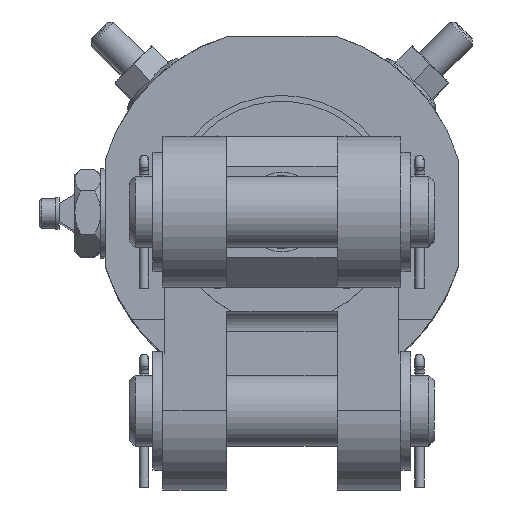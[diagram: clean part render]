
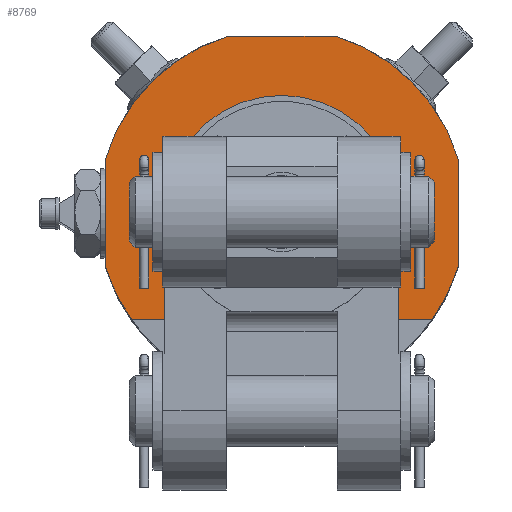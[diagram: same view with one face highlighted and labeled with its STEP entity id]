
A CAD part, top view. The second image highlights one B-rep face of the part: STEP entity #8769.
In plain terms, the highlighted face is planar.
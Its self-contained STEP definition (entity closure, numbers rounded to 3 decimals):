
#211=PLANE('',#9469);
#576=LINE('',#13381,#1178);
#577=LINE('',#13383,#1179);
#578=LINE('',#13387,#1180);
#579=LINE('',#13389,#1181);
#580=LINE('',#13390,#1182);
#581=LINE('',#13394,#1183);
#582=LINE('',#13398,#1184);
#1178=VECTOR('',#10597,1000.);
#1179=VECTOR('',#10598,1000.);
#1180=VECTOR('',#10601,1000.);
#1181=VECTOR('',#10602,1000.);
#1182=VECTOR('',#10603,1000.);
#1183=VECTOR('',#10606,1000.);
#1184=VECTOR('',#10609,1000.);
#2004=ORIENTED_EDGE('',*,*,#4477,.T.);
#2005=ORIENTED_EDGE('',*,*,#4478,.T.);
#2006=ORIENTED_EDGE('',*,*,#4479,.F.);
#2007=ORIENTED_EDGE('',*,*,#4480,.F.);
#2008=ORIENTED_EDGE('',*,*,#4481,.T.);
#2009=ORIENTED_EDGE('',*,*,#4432,.T.);
#2010=ORIENTED_EDGE('',*,*,#4482,.T.);
#2011=ORIENTED_EDGE('',*,*,#4483,.T.);
#2012=ORIENTED_EDGE('',*,*,#4484,.T.);
#2013=ORIENTED_EDGE('',*,*,#4485,.T.);
#2014=ORIENTED_EDGE('',*,*,#4486,.T.);
#2015=ORIENTED_EDGE('',*,*,#4442,.T.);
#4432=EDGE_CURVE('',#5673,#5672,#6524,.T.);
#4442=EDGE_CURVE('',#5683,#5682,#6530,.T.);
#4477=EDGE_CURVE('',#5682,#5710,#576,.T.);
#4478=EDGE_CURVE('',#5710,#5711,#577,.T.);
#4479=EDGE_CURVE('',#5712,#5711,#6542,.T.);
#4480=EDGE_CURVE('',#5713,#5712,#578,.T.);
#4481=EDGE_CURVE('',#5713,#5673,#579,.T.);
#4482=EDGE_CURVE('',#5672,#5714,#580,.T.);
#4483=EDGE_CURVE('',#5714,#5715,#6543,.T.);
#4484=EDGE_CURVE('',#5715,#5716,#581,.T.);
#4485=EDGE_CURVE('',#5716,#5717,#6544,.T.);
#4486=EDGE_CURVE('',#5717,#5683,#582,.T.);
#5672=VERTEX_POINT('',#13290);
#5673=VERTEX_POINT('',#13292);
#5682=VERTEX_POINT('',#13311);
#5683=VERTEX_POINT('',#13313);
#5710=VERTEX_POINT('',#13382);
#5711=VERTEX_POINT('',#13384);
#5712=VERTEX_POINT('',#13386);
#5713=VERTEX_POINT('',#13388);
#5714=VERTEX_POINT('',#13391);
#5715=VERTEX_POINT('',#13393);
#5716=VERTEX_POINT('',#13395);
#5717=VERTEX_POINT('',#13397);
#6524=CIRCLE('',#9444,46.5);
#6530=CIRCLE('',#9451,46.5);
#6542=CIRCLE('',#9470,29.5);
#6543=CIRCLE('',#9471,46.5);
#6544=CIRCLE('',#9472,46.5);
#6988=EDGE_LOOP('',(#2004,#2005,#2006,#2007,#2008,#2009,#2010,#2011,#2012,
#2013,#2014,#2015));
#7814=FACE_BOUND('',#6988,.T.);
#8769=ADVANCED_FACE('',(#7814),#211,.F.);
#9444=AXIS2_PLACEMENT_3D('',#13291,#10518,#10519);
#9451=AXIS2_PLACEMENT_3D('',#13312,#10536,#10537);
#9469=AXIS2_PLACEMENT_3D('',#13380,#10595,#10596);
#9470=AXIS2_PLACEMENT_3D('',#13385,#10599,#10600);
#9471=AXIS2_PLACEMENT_3D('',#13392,#10604,#10605);
#9472=AXIS2_PLACEMENT_3D('',#13396,#10607,#10608);
#10518=DIRECTION('',(0.,0.,-1.));
#10519=DIRECTION('',(-1.,0.,0.));
#10536=DIRECTION('',(0.,0.,-1.));
#10537=DIRECTION('',(-1.,0.,0.));
#10595=DIRECTION('',(0.,0.,1.));
#10596=DIRECTION('',(1.,0.,0.));
#10597=DIRECTION('',(-1.,0.,0.));
#10598=DIRECTION('',(0.,1.,0.));
#10599=DIRECTION('',(0.,0.,-1.));
#10600=DIRECTION('',(-1.,0.,0.));
#10601=DIRECTION('',(0.,1.,0.));
#10602=DIRECTION('',(-1.,0.,0.));
#10603=DIRECTION('',(0.,1.,0.));
#10604=DIRECTION('',(0.,0.,-1.));
#10605=DIRECTION('',(-1.,0.,0.));
#10606=DIRECTION('',(1.,0.,0.));
#10607=DIRECTION('',(0.,0.,-1.));
#10608=DIRECTION('',(-1.,0.,0.));
#10609=DIRECTION('',(0.,-1.,0.));
#13290=CARTESIAN_POINT('',(-44.5,-13.491,33.));
#13291=CARTESIAN_POINT('',(0.,0.,33.));
#13292=CARTESIAN_POINT('',(-37.858,-27.,33.));
#13311=CARTESIAN_POINT('',(37.858,-27.,33.));
#13312=CARTESIAN_POINT('',(0.,0.,33.));
#13313=CARTESIAN_POINT('',(44.5,-13.491,33.));
#13380=CARTESIAN_POINT('',(0.,46.5,33.));
#13381=CARTESIAN_POINT('',(44.5,-27.,33.));
#13382=CARTESIAN_POINT('',(29.5,-27.,33.));
#13383=CARTESIAN_POINT('',(29.5,46.5,33.));
#13384=CARTESIAN_POINT('',(29.5,0.,33.));
#13385=CARTESIAN_POINT('',(0.,0.,33.));
#13386=CARTESIAN_POINT('',(-29.5,0.,33.));
#13387=CARTESIAN_POINT('',(-29.5,46.5,33.));
#13388=CARTESIAN_POINT('',(-29.5,-27.,33.));
#13389=CARTESIAN_POINT('',(-29.5,-27.,33.));
#13390=CARTESIAN_POINT('',(-44.5,46.5,33.));
#13391=CARTESIAN_POINT('',(-44.5,13.491,33.));
#13392=CARTESIAN_POINT('',(0.,0.,33.));
#13393=CARTESIAN_POINT('',(-13.491,44.5,33.));
#13394=CARTESIAN_POINT('',(0.,44.5,33.));
#13395=CARTESIAN_POINT('',(13.491,44.5,33.));
#13396=CARTESIAN_POINT('',(0.,0.,33.));
#13397=CARTESIAN_POINT('',(44.5,13.491,33.));
#13398=CARTESIAN_POINT('',(44.5,46.5,33.));
